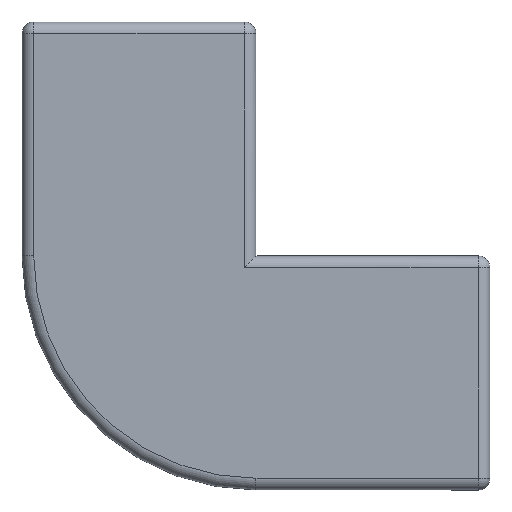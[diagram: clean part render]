
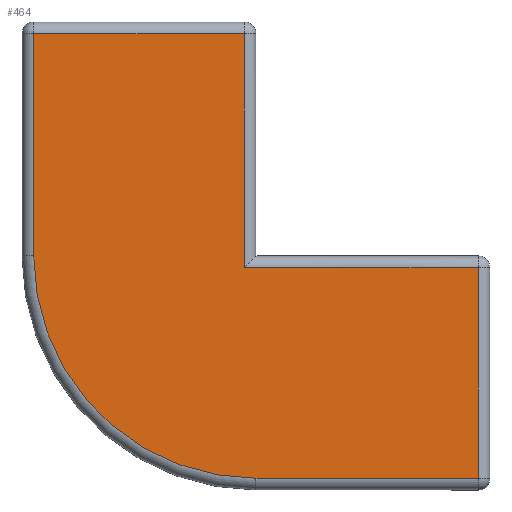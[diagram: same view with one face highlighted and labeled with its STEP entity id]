
A CAD part, top view. The second image highlights one B-rep face of the part: STEP entity #464.
In plain terms, the highlighted planar face has unit normal (0, 0, 1).
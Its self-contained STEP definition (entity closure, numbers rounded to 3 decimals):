
#464 = ADVANCED_FACE ( 'NONE', ( #4083 ), #681, .T. ) ;
#506 = DIRECTION ( 'NONE',  ( 1., 0., 0. ) ) ;
#508 = DIRECTION ( 'NONE',  ( 0., 0., 1. ) ) ;
#510 = CARTESIAN_POINT ( 'NONE',  ( -2., 38., 5. ) ) ;
#681 = PLANE ( 'NONE',  #2953 ) ;
#1322 = CARTESIAN_POINT ( 'NONE',  ( 0., -2., 5. ) ) ;
#1323 = DIRECTION ( 'NONE',  ( -1., 0., 0. ) ) ;
#1332 = CARTESIAN_POINT ( 'NONE',  ( -2., 38., 5. ) ) ;
#1334 = DIRECTION ( 'NONE',  ( 0., 1., 0. ) ) ;
#1906 = CIRCLE ( 'NONE', #5853, 38. ) ;
#1912 = VECTOR ( 'NONE', #4381, 1000. ) ;
#1917 = LINE ( 'NONE', #4387, #1927 ) ;
#1919 = LINE ( 'NONE', #4380, #1925 ) ;
#1922 = VECTOR ( 'NONE', #4377, 1000. ) ;
#1923 = LINE ( 'NONE', #4374, #1912 ) ;
#1924 = LINE ( 'NONE', #4376, #1922 ) ;
#1925 = VECTOR ( 'NONE', #4375, 1000. ) ;
#1927 = VECTOR ( 'NONE', #4388, 1000. ) ;
#1936 = VERTEX_POINT ( 'NONE', #4362 ) ;
#1944 = EDGE_CURVE ( 'NONE', #5642, #5597, #1924, .T. ) ;
#1946 = EDGE_CURVE ( 'NONE', #5597, #5601, #1923, .T. ) ;
#1947 = EDGE_CURVE ( 'NONE', #5601, #5645, #1906, .T. ) ;
#1948 = EDGE_CURVE ( 'NONE', #5645, #5592, #1919, .T. ) ;
#1949 = EDGE_CURVE ( 'NONE', #5592, #1936, #1917, .T. ) ;
#2953 = AXIS2_PLACEMENT_3D ( 'NONE', #510, #508, #506 ) ;
#3358 = LINE ( 'NONE', #1322, #3360 ) ;
#3359 = LINE ( 'NONE', #1332, #3362 ) ;
#3360 = VECTOR ( 'NONE', #1323, 1000. ) ;
#3362 = VECTOR ( 'NONE', #1334, 1000. ) ;
#3840 = EDGE_LOOP ( 'NONE', ( #8385, #8279, #8386, #8373, #8296, #8278, #8263 ) ) ;
#4083 = FACE_OUTER_BOUND ( 'NONE', #3840, .T. ) ;
#4362 = CARTESIAN_POINT ( 'NONE',  ( 38., -2., 5. ) ) ;
#4374 = CARTESIAN_POINT ( 'NONE',  ( -38., 0., 5. ) ) ;
#4375 = DIRECTION ( 'NONE',  ( 1., 0., 0. ) ) ;
#4376 = CARTESIAN_POINT ( 'NONE',  ( -38., 38., 5. ) ) ;
#4377 = DIRECTION ( 'NONE',  ( -1., 0., 0. ) ) ;
#4380 = CARTESIAN_POINT ( 'NONE',  ( 38., -38., 5. ) ) ;
#4381 = DIRECTION ( 'NONE',  ( 0., -1., 0. ) ) ;
#4384 = CARTESIAN_POINT ( 'NONE',  ( 0., 0., 5. ) ) ;
#4385 = DIRECTION ( 'NONE',  ( 0., 0., 1. ) ) ;
#4386 = DIRECTION ( 'NONE',  ( 1., 0., 0. ) ) ;
#4387 = CARTESIAN_POINT ( 'NONE',  ( 38., -2., 5. ) ) ;
#4388 = DIRECTION ( 'NONE',  ( 0., 1., 0. ) ) ;
#5080 = CARTESIAN_POINT ( 'NONE',  ( -38., 38., 5. ) ) ;
#5082 = CARTESIAN_POINT ( 'NONE',  ( 38., -38., 5. ) ) ;
#5088 = CARTESIAN_POINT ( 'NONE',  ( -38., 0., 5. ) ) ;
#5129 = CARTESIAN_POINT ( 'NONE',  ( -2., 38., 5. ) ) ;
#5131 = CARTESIAN_POINT ( 'NONE',  ( -2., -2., 5. ) ) ;
#5132 = CARTESIAN_POINT ( 'NONE',  ( 0., -38., 5. ) ) ;
#5592 = VERTEX_POINT ( 'NONE', #5082 ) ;
#5597 = VERTEX_POINT ( 'NONE', #5080 ) ;
#5601 = VERTEX_POINT ( 'NONE', #5088 ) ;
#5642 = VERTEX_POINT ( 'NONE', #5129 ) ;
#5644 = VERTEX_POINT ( 'NONE', #5131 ) ;
#5645 = VERTEX_POINT ( 'NONE', #5132 ) ;
#5853 = AXIS2_PLACEMENT_3D ( 'NONE', #4384, #4385, #4386 ) ;
#7276 = EDGE_CURVE ( 'NONE', #1936, #5644, #3358, .T. ) ;
#7277 = EDGE_CURVE ( 'NONE', #5644, #5642, #3359, .T. ) ;
#8263 = ORIENTED_EDGE ( 'NONE', *, *, #1949, .T. ) ;
#8278 = ORIENTED_EDGE ( 'NONE', *, *, #1948, .T. ) ;
#8279 = ORIENTED_EDGE ( 'NONE', *, *, #7277, .T. ) ;
#8296 = ORIENTED_EDGE ( 'NONE', *, *, #1947, .T. ) ;
#8373 = ORIENTED_EDGE ( 'NONE', *, *, #1946, .T. ) ;
#8385 = ORIENTED_EDGE ( 'NONE', *, *, #7276, .T. ) ;
#8386 = ORIENTED_EDGE ( 'NONE', *, *, #1944, .T. ) ;
